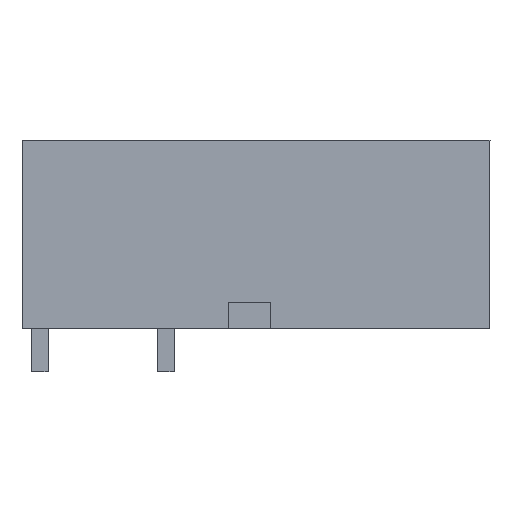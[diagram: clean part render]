
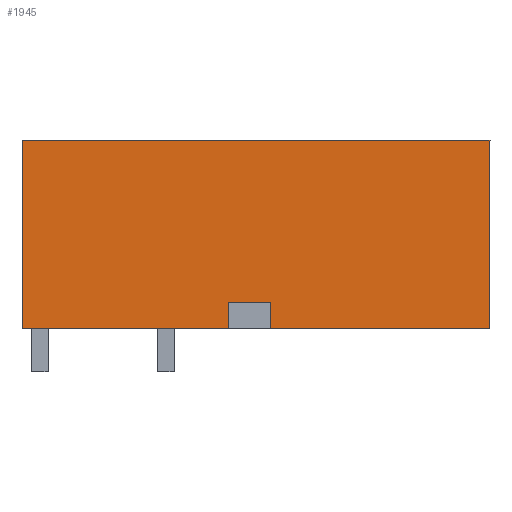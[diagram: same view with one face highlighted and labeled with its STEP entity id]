
A CAD part, left-side view. The second image highlights one B-rep face of the part: STEP entity #1945.
In plain terms, the highlighted planar face has unit normal (-1, 0, 0).
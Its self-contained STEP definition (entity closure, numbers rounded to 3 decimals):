
#1900=AXIS2_PLACEMENT_3D('Plane Axis2P3D',#1897,#1898,#1899) ;
#166=CARTESIAN_POINT('Vertex',(0.,28.3,14.)) ;
#169=CARTESIAN_POINT('Line Origine',(0.,14.15,14.)) ;
#173=CARTESIAN_POINT('Vertex',(0.,0.,14.)) ;
#567=CARTESIAN_POINT('Line Origine',(0.,0.,8.3)) ;
#571=CARTESIAN_POINT('Vertex',(0.,0.,2.6)) ;
#1851=CARTESIAN_POINT('Vertex',(0.,28.3,2.6)) ;
#1854=CARTESIAN_POINT('Line Origine',(0.,28.3,8.3)) ;
#1897=CARTESIAN_POINT('Axis2P3D Location',(0.,28.3,-0.9)) ;
#1902=CARTESIAN_POINT('Line Origine',(0.,6.65,2.6)) ;
#1906=CARTESIAN_POINT('Vertex',(0.,13.3,2.6)) ;
#1909=CARTESIAN_POINT('Line Origine',(0.,22.05,2.6)) ;
#1913=CARTESIAN_POINT('Vertex',(0.,15.8,2.6)) ;
#1916=CARTESIAN_POINT('Line Origine',(0.,15.8,3.4)) ;
#1920=CARTESIAN_POINT('Vertex',(0.,15.8,4.2)) ;
#1923=CARTESIAN_POINT('Line Origine',(0.,14.55,4.2)) ;
#1927=CARTESIAN_POINT('Vertex',(0.,13.3,4.2)) ;
#1930=CARTESIAN_POINT('Line Origine',(0.,13.3,3.4)) ;
#170=DIRECTION('Vector Direction',(0.,-1.,0.)) ;
#568=DIRECTION('Vector Direction',(0.,0.,-1.)) ;
#1855=DIRECTION('Vector Direction',(0.,0.,1.)) ;
#1898=DIRECTION('Axis2P3D Direction',(-1.,0.,0.)) ;
#1899=DIRECTION('Axis2P3D XDirection',(0.,-1.,0.)) ;
#1903=DIRECTION('Vector Direction',(0.,1.,0.)) ;
#1910=DIRECTION('Vector Direction',(0.,1.,0.)) ;
#1917=DIRECTION('Vector Direction',(0.,0.,1.)) ;
#1924=DIRECTION('Vector Direction',(0.,1.,0.)) ;
#1931=DIRECTION('Vector Direction',(0.,0.,1.)) ;
#171=VECTOR('Line Direction',#170,1.) ;
#569=VECTOR('Line Direction',#568,1.) ;
#1856=VECTOR('Line Direction',#1855,1.) ;
#1904=VECTOR('Line Direction',#1903,1.) ;
#1911=VECTOR('Line Direction',#1910,1.) ;
#1918=VECTOR('Line Direction',#1917,1.) ;
#1925=VECTOR('Line Direction',#1924,1.) ;
#1932=VECTOR('Line Direction',#1931,1.) ;
#1936=ORIENTED_EDGE('',*,*,#1908,.T.) ;
#1937=ORIENTED_EDGE('',*,*,#573,.T.) ;
#1938=ORIENTED_EDGE('',*,*,#175,.T.) ;
#1939=ORIENTED_EDGE('',*,*,#1858,.T.) ;
#1940=ORIENTED_EDGE('',*,*,#1915,.T.) ;
#1941=ORIENTED_EDGE('',*,*,#1922,.T.) ;
#1942=ORIENTED_EDGE('',*,*,#1929,.T.) ;
#1943=ORIENTED_EDGE('',*,*,#1934,.T.) ;
#1945=ADVANCED_FACE('main body',(#1944),#1901,.T.) ;
#175=EDGE_CURVE('',#174,#167,#172,.F.) ;
#573=EDGE_CURVE('',#572,#174,#570,.F.) ;
#1858=EDGE_CURVE('',#167,#1852,#1857,.F.) ;
#1908=EDGE_CURVE('',#1907,#572,#1905,.F.) ;
#1915=EDGE_CURVE('',#1852,#1914,#1912,.F.) ;
#1922=EDGE_CURVE('',#1914,#1921,#1919,.T.) ;
#1929=EDGE_CURVE('',#1921,#1928,#1926,.F.) ;
#1934=EDGE_CURVE('',#1928,#1907,#1933,.F.) ;
#1935=EDGE_LOOP('',(#1936,#1937,#1938,#1939,#1940,#1941,#1942,#1943)) ;
#1944=FACE_OUTER_BOUND('',#1935,.T.) ;
#172=LINE('Line',#169,#171) ;
#570=LINE('Line',#567,#569) ;
#1857=LINE('Line',#1854,#1856) ;
#1905=LINE('Line',#1902,#1904) ;
#1912=LINE('Line',#1909,#1911) ;
#1919=LINE('Line',#1916,#1918) ;
#1926=LINE('Line',#1923,#1925) ;
#1933=LINE('Line',#1930,#1932) ;
#1901=PLANE('',#1900) ;
#167=VERTEX_POINT('',#166) ;
#174=VERTEX_POINT('',#173) ;
#572=VERTEX_POINT('',#571) ;
#1852=VERTEX_POINT('',#1851) ;
#1907=VERTEX_POINT('',#1906) ;
#1914=VERTEX_POINT('',#1913) ;
#1921=VERTEX_POINT('',#1920) ;
#1928=VERTEX_POINT('',#1927) ;
